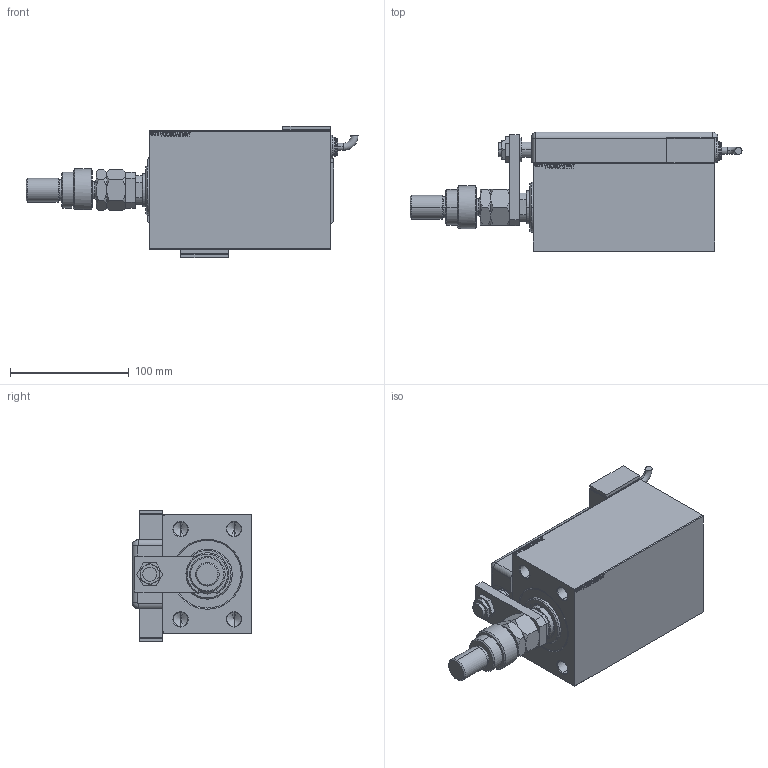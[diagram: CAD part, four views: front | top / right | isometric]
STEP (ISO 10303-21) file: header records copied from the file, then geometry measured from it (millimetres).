
FILE_DESCRIPTION (( 'STEP AP203' ), '1' );
FILE_NAME ('af60.STEP', '2024-02-12T05:13:31', ( '' ), ( '' ), 'SwSTEP 2.0', 'SolidWorks 2019', '' );
FILE_SCHEMA (( 'CONFIG_CONTROL_DESIGN' ));
Length unit declared in the file: millimetre
Products named in the file (16): ZARAZKA_Q b6d9b2f70d6b573078783d682c899d62; V450CM_B_Body b6d9b2f70d6b573078783d682c899d62; MAGNETIC SWITCH Q b6d9b2f70d6b573078783d682c899d62; MFA b6d9b2f70d6b573078783d682c899d62; Q_T_W_DFA b6d9b2f70d6b573078783d682c899d62; KRYT b6d9b2f70d6b573078783d682c899d62; V450CM_B_VCP b6d9b2f70d6b573078783d682c899d62; af60; SWITCH DIM A_G b6d9b2f70d6b573078783d682c899d62; NUT_D19 b6d9b2f70d6b573078783d682c899d62; NUT_D13 b6d9b2f70d6b573078783d682c899d62; SWITCH Q b6d9b2f70d6b573078783d682c899d62; V450CM_VC_B b6d9b2f70d6b573078783d682c899d62; TYC b6d9b2f70d6b573078783d682c899d62; FEMALE_PART_FOR_DFA b6d9b2f70d6b573078783d682c899d62; SWITCH_Q_FRONT_BACK b6d9b2f70d6b573078783d682c899d62
Assembly tree (16 placements, depth 3):
  af60
    V450CM_B_Body b6d9b2f70d6b573078783d682c899d62
    V450CM_B_VCP b6d9b2f70d6b573078783d682c899d62
    V450CM_VC_B b6d9b2f70d6b573078783d682c899d62
    MAGNETIC SWITCH Q b6d9b2f70d6b573078783d682c899d62
      SWITCH_Q_FRONT_BACK b6d9b2f70d6b573078783d682c899d62
      TYC b6d9b2f70d6b573078783d682c899d62
      ZARAZKA_Q b6d9b2f70d6b573078783d682c899d62
      SWITCH DIM A_G b6d9b2f70d6b573078783d682c899d62
      NUT_D19 b6d9b2f70d6b573078783d682c899d62
      NUT_D13 b6d9b2f70d6b573078783d682c899d62
      KRYT b6d9b2f70d6b573078783d682c899d62
      SWITCH Q b6d9b2f70d6b573078783d682c899d62  x2
    Q_T_W_DFA b6d9b2f70d6b573078783d682c899d62
      FEMALE_PART_FOR_DFA b6d9b2f70d6b573078783d682c899d62
      MFA b6d9b2f70d6b573078783d682c899d62
Bounding box: 279.76 x 100.8 x 111 mm (x, y, z)
Volume: 1233890.2 mm3; surface area: 208491.8 mm2
Topology: 15 solids, 15 shells, 1353 faces, 3396 edges, 2207 vertices
Faces by surface type: plane 636, bspline 471, cylinder 124, cone 94, torus 26, sphere 2
Entity records: 63076 total; most frequent: CARTESIAN_POINT 33020, ORIENTED_EDGE 6564, DIRECTION 4334, EDGE_CURVE 3282, VERTEX_POINT 2147, LINE 1912, VECTOR 1912, EDGE_LOOP 1483
